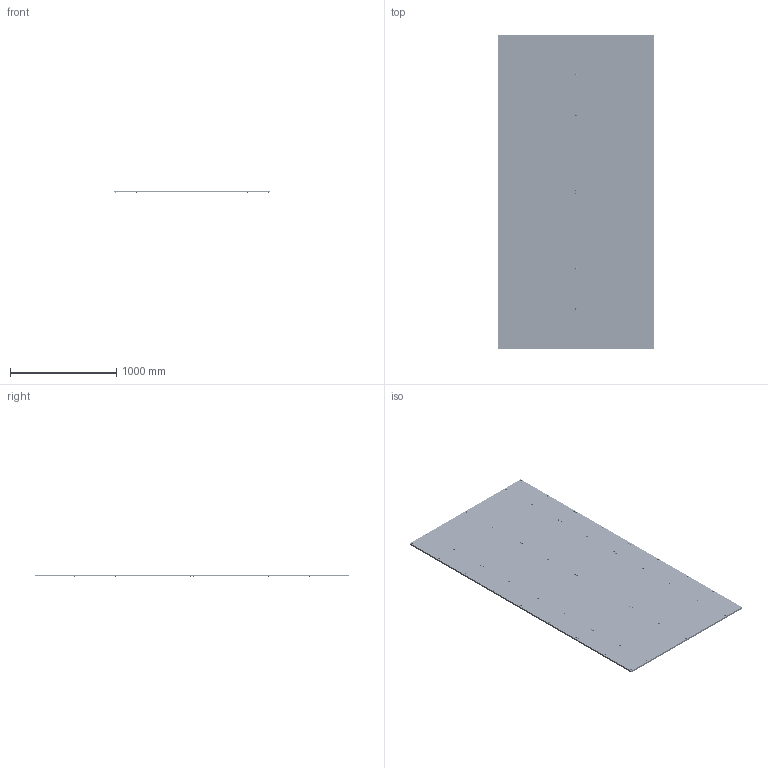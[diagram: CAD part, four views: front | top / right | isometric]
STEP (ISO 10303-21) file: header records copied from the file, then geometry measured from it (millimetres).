
FILE_DESCRIPTION(/* description */ (''),/* implementation_level */ '2;1');
FILE_NAME(/* name */ '415664ef-915c-4cd9-9d48-e160afe6a123.stp',/* time_stamp */ '2026-02-10T16:22:02Z',/* author */ (''),/* organization */ (''),/* preprocessor_version */ 'ST-DEVELOPER v20.1',/* originating_system */ 'Autodesk Translation Framework v14.24.0.0',/* authorisation */ '');
FILE_SCHEMA (('AUTOMOTIVE_DESIGN { 1 0 10303 214 3 1 1 }'));
Length unit declared in the file: millimetre
Products named in the file (12): SPB-Fab V1.0; Fab XL - spoilerboard v11 (1); MDF (1); Fab XL - spoilerboard v11 (3); MDF (3); Fab XL - spoilerboard v11 (2); MDF (2); Fab XL - spoilerboard v11; M6 - DIN9021; T-slot Nut I-Type M6; M6x16 - DIN912; MDF
Assembly tree (188 placements, depth 3):
  SPB-Fab V1.0
    Fab XL - spoilerboard v11 (1)
      T-slot Nut I-Type M6  x15
      M6x16 - DIN912  x15
      M6 - DIN9021  x15
      MDF (1)
    Fab XL - spoilerboard v11 (3)
      T-slot Nut I-Type M6  x15
      M6x16 - DIN912  x15
      M6 - DIN9021  x15
      MDF (3)
    Fab XL - spoilerboard v11 (2)
      T-slot Nut I-Type M6  x15
      M6x16 - DIN912  x15
      M6 - DIN9021  x15
      MDF (2)
    Fab XL - spoilerboard v11
      T-slot Nut I-Type M6  x15
      M6x16 - DIN912  x15
      M6 - DIN9021  x15
      MDF
Bounding box: 1470 x 2940 x 27.77 mm (x, y, z)
Volume: 77716690.2 mm3; surface area: 9131164.1 mm2
Topology: 244 solids, 244 shells, 6444 faces, 17868 edges, 11852 vertices
Faces by surface type: cylinder 3900, plane 1464, bspline 540, torus 360, sphere 120, cone 60
Full cylindrical faces by diameter (mm): 4.744 x360, 5.035 x180, 5.884 x600, 6.147 x60, 6.4 x60, 6.5 x60, 10 x60, 18 x60, 19 x60
Entity records: 13998 total; most frequent: CARTESIAN_POINT 5156, DIRECTION 1852, ORIENTED_EDGE 1394, AXIS2_PLACEMENT_3D 794, EDGE_CURVE 697, EDGE_LOOP 492, VERTEX_POINT 465, FACE_OUTER_BOUND 308
